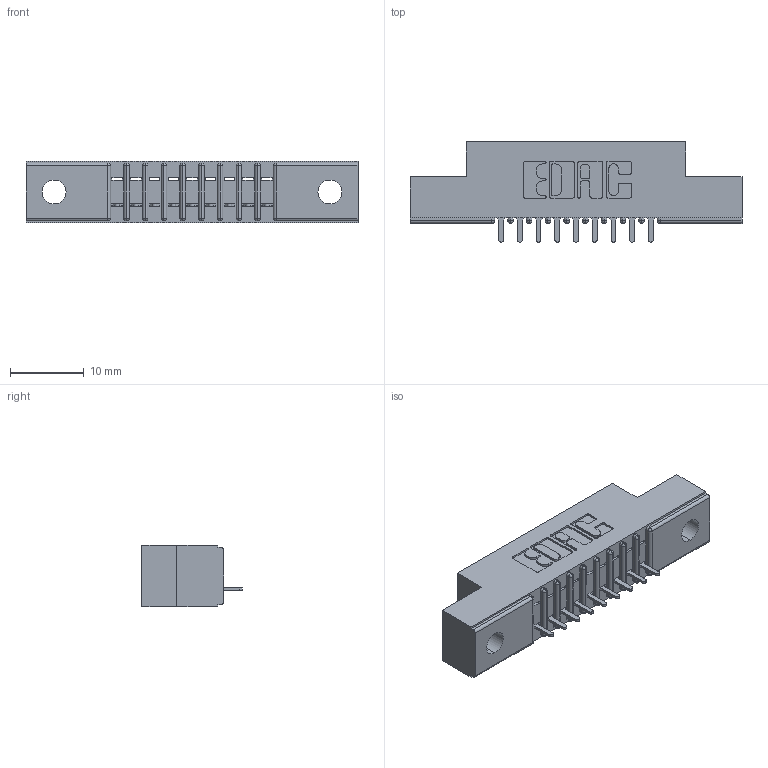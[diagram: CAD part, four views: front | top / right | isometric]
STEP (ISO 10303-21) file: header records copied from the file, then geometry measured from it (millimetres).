
FILE_DESCRIPTION (( 'STEP AP203' ), '1' );
FILE_NAME ('391-009-524-102.STEP', '2018-08-08T15:47:09', ( '' ), ( '' ), 'SwSTEP 2.0', 'SolidWorks 2016', '' );
FILE_SCHEMA (( 'CONFIG_CONTROL_DESIGN' ));
Length unit declared in the file: inch
Products named in the file (3): 341-292-001_341-292-124; 391-009-524-102; 341 Part_.128 (3.25) Dia Mounting Holes
Assembly tree (10 placements, depth 2):
  391-009-524-102
    341 Part_.128 (3.25) Dia Mounting Holes
    341-292-001_341-292-124  x9
Bounding box: 45.09 x 13.64 x 8.38 mm (x, y, z)
Volume: 2496.8 mm3; surface area: 3716 mm2
Topology: 10 solids, 10 shells, 854 faces, 2449 edges, 1574 vertices
Faces by surface type: plane 527, cylinder 291, sphere 20, torus 16
Entity records: 15002 total; most frequent: CARTESIAN_POINT 2534, ORIENTED_EDGE 2522, DIRECTION 2473, EDGE_CURVE 1261, VECTOR 983, LINE 983, VERTEX_POINT 806, AXIS2_PLACEMENT_3D 745
